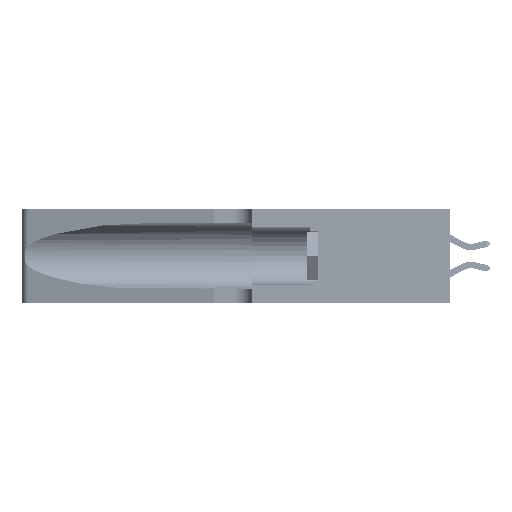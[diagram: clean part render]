
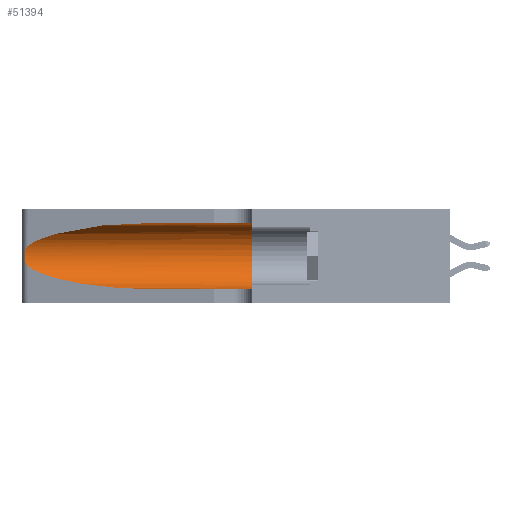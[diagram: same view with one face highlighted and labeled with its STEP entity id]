
A CAD part, left-side view. The second image highlights one B-rep face of the part: STEP entity #51394.
In plain terms, the highlighted cylindrical face has radius 3.308 mm (diameter 6.617 mm), a partial arc.
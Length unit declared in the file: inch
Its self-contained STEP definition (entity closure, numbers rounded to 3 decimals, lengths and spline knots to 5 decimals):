
#106 = CARTESIAN_POINT ( 'NONE',  ( 0.25487, 1.22718, 0.14631 ) ) ;
#501 = CARTESIAN_POINT ( 'NONE',  ( 0.26075, 1.23896, 0.19203 ) ) ;
#3213 = DIRECTION ( 'NONE',  ( 0., -1., 0. ) ) ;
#4579 = CARTESIAN_POINT ( 'NONE',  ( 0.25555, 1.22994, 0.2215 ) ) ;
#4609 = EDGE_LOOP ( 'NONE', ( #37266, #10889, #19621, #25686, #49560, #42826 ) ) ;
#4750 = CARTESIAN_POINT ( 'NONE',  ( 0.26017, 1.23833, 0.17102 ) ) ;
#6938 = DIRECTION ( 'NONE',  ( 0., 0., -1. ) ) ;
#8131 = CARTESIAN_POINT ( 'NONE',  ( 0.25487, 1.22718, 0.14631 ) ) ;
#8981 = CARTESIAN_POINT ( 'NONE',  ( 0.25789, 1.23486, 0.15765 ) ) ;
#9630 = CARTESIAN_POINT ( 'NONE',  ( 0.1305, 0.35, 0.05475 ) ) ;
#10541 =( BOUNDED_CURVE ( )  B_SPLINE_CURVE ( 3, ( #35515, #27188, #43776, #19008 ),
 .UNSPECIFIED., .F., .T. ) 
 B_SPLINE_CURVE_WITH_KNOTS ( ( 4, 4 ),
 ( 1.5708, 2.84003 ),
 .UNSPECIFIED. ) 
 CURVE ( )  GEOMETRIC_REPRESENTATION_ITEM ( )  RATIONAL_B_SPLINE_CURVE ( ( 1., 0.87, 0.87, 1. ) ) 
 REPRESENTATION_ITEM ( '' )  );
#10889 = ORIENTED_EDGE ( 'NONE', *, *, #33469, .T. ) ;
#12299 = VECTOR ( 'NONE', #3213, 39.37008 ) ;
#12436 = DIRECTION ( 'NONE',  ( 0., -1., 0. ) ) ;
#13182 = CARTESIAN_POINT ( 'NONE',  ( 0.25555, 1.22993, 0.14849 ) ) ;
#16110 = VERTEX_POINT ( 'NONE', #44338 ) ;
#18367 = LINE ( 'NONE', #33164, #37828 ) ;
#19008 = CARTESIAN_POINT ( 'NONE',  ( 0.25487, 1.22718, 0.22369 ) ) ;
#19621 = ORIENTED_EDGE ( 'NONE', *, *, #45134, .T. ) ;
#20817 = CIRCLE ( 'NONE', #24738, 0.13025 ) ;
#20984 = VERTEX_POINT ( 'NONE', #9630 ) ;
#21023 = AXIS2_PLACEMENT_3D ( 'NONE', #44272, #23659, #6938 ) ;
#21137 = CARTESIAN_POINT ( 'NONE',  ( 0.18966, 0.96281, 0.05475 ) ) ;
#21350 = CARTESIAN_POINT ( 'NONE',  ( 0.25787, 1.23484, 0.2124 ) ) ;
#21400 = VERTEX_POINT ( 'NONE', #8131 ) ;
#21890 = DIRECTION ( 'NONE',  ( 0., 1., 0. ) ) ;
#23343 = LINE ( 'NONE', #52830, #12299 ) ;
#23659 = DIRECTION ( 'NONE',  ( 0., -1., 0. ) ) ;
#24738 = AXIS2_PLACEMENT_3D ( 'NONE', #46619, #21890, #50722 ) ;
#24831 = B_SPLINE_CURVE_WITH_KNOTS ( 'NONE', 3,
 ( #33708, #4579, #46111, #21350, #50208, #25544, #501, #29736, #4750, #33877, #8981, #38034, #13182, #42131 ),
 .UNSPECIFIED., .F., .F.,
 ( 4, 2, 2, 2, 2, 2, 4 ),
 ( 0., 0.00027, 0.00053, 0.00107, 0.0016, 0.00187, 0.00214 ),
 .UNSPECIFIED. ) ;
#25544 = CARTESIAN_POINT ( 'NONE',  ( 0.26018, 1.23835, 0.19895 ) ) ;
#25686 = ORIENTED_EDGE ( 'NONE', *, *, #46969, .T. ) ;
#26504 = CARTESIAN_POINT ( 'NONE',  ( 0.25487, 1.22718, 0.22369 ) ) ;
#27188 = CARTESIAN_POINT ( 'NONE',  ( 0.18966, 0.96281, 0.31525 ) ) ;
#29736 = CARTESIAN_POINT ( 'NONE',  ( 0.26075, 1.23896, 0.178 ) ) ;
#32999 = VERTEX_POINT ( 'NONE', #26504 ) ;
#33164 = CARTESIAN_POINT ( 'NONE',  ( 0.1305, 1.61858, 0.05475 ) ) ;
#33469 = EDGE_CURVE ( 'NONE', #32999, #21400, #24831, .T. ) ;
#33537 = EDGE_CURVE ( 'NONE', #52699, #20984, #20817, .T. ) ;
#33708 = CARTESIAN_POINT ( 'NONE',  ( 0.25487, 1.22718, 0.22369 ) ) ;
#33877 = CARTESIAN_POINT ( 'NONE',  ( 0.25856, 1.23593, 0.16098 ) ) ;
#35465 = FACE_OUTER_BOUND ( 'NONE', #4609, .T. ) ;
#35515 = CARTESIAN_POINT ( 'NONE',  ( 0.1305, 0.72297, 0.31525 ) ) ;
#36637 = EDGE_CURVE ( 'NONE', #40237, #32999, #10541, .T. ) ;
#37266 = ORIENTED_EDGE ( 'NONE', *, *, #36637, .T. ) ;
#37491 = EDGE_CURVE ( 'NONE', #40237, #52699, #23343, .T. ) ;
#37828 = VECTOR ( 'NONE', #12436, 39.37008 ) ;
#38034 = CARTESIAN_POINT ( 'NONE',  ( 0.25639, 1.23186, 0.15144 ) ) ;
#38738 =( BOUNDED_CURVE ( )  B_SPLINE_CURVE ( 3, ( #106, #41743, #21137, #49991 ),
 .UNSPECIFIED., .F., .F. ) 
 B_SPLINE_CURVE_WITH_KNOTS ( ( 4, 4 ),
 ( 3.44316, 4.71239 ),
 .UNSPECIFIED. ) 
 CURVE ( )  GEOMETRIC_REPRESENTATION_ITEM ( )  RATIONAL_B_SPLINE_CURVE ( ( 1., 0.87, 0.87, 1. ) ) 
 REPRESENTATION_ITEM ( '' )  );
#40237 = VERTEX_POINT ( 'NONE', #49498 ) ;
#41743 = CARTESIAN_POINT ( 'NONE',  ( 0.2373, 1.15595, 0.08982 ) ) ;
#42131 = CARTESIAN_POINT ( 'NONE',  ( 0.25487, 1.22718, 0.14631 ) ) ;
#42826 = ORIENTED_EDGE ( 'NONE', *, *, #37491, .F. ) ;
#43597 = CARTESIAN_POINT ( 'NONE',  ( 0.1305, 0.35, 0.31525 ) ) ;
#43776 = CARTESIAN_POINT ( 'NONE',  ( 0.2373, 1.15595, 0.28018 ) ) ;
#43823 = CYLINDRICAL_SURFACE ( 'NONE', #21023, 0.13025 ) ;
#44272 = CARTESIAN_POINT ( 'NONE',  ( 0.1305, 1.61858, 0.185 ) ) ;
#44338 = CARTESIAN_POINT ( 'NONE',  ( 0.1305, 0.72297, 0.05475 ) ) ;
#45134 = EDGE_CURVE ( 'NONE', #21400, #16110, #38738, .T. ) ;
#46111 = CARTESIAN_POINT ( 'NONE',  ( 0.25639, 1.23184, 0.21858 ) ) ;
#46619 = CARTESIAN_POINT ( 'NONE',  ( 0.1305, 0.35, 0.185 ) ) ;
#46969 = EDGE_CURVE ( 'NONE', #16110, #20984, #18367, .T. ) ;
#49498 = CARTESIAN_POINT ( 'NONE',  ( 0.1305, 0.72297, 0.31525 ) ) ;
#49560 = ORIENTED_EDGE ( 'NONE', *, *, #33537, .F. ) ;
#49991 = CARTESIAN_POINT ( 'NONE',  ( 0.1305, 0.72297, 0.05475 ) ) ;
#50208 = CARTESIAN_POINT ( 'NONE',  ( 0.25854, 1.2359, 0.20912 ) ) ;
#50722 = DIRECTION ( 'NONE',  ( 0., 0., 1. ) ) ;
#51394 = ADVANCED_FACE ( 'NONE', ( #35465 ), #43823, .F. ) ;
#52699 = VERTEX_POINT ( 'NONE', #43597 ) ;
#52830 = CARTESIAN_POINT ( 'NONE',  ( 0.1305, 1.61858, 0.31525 ) ) ;
